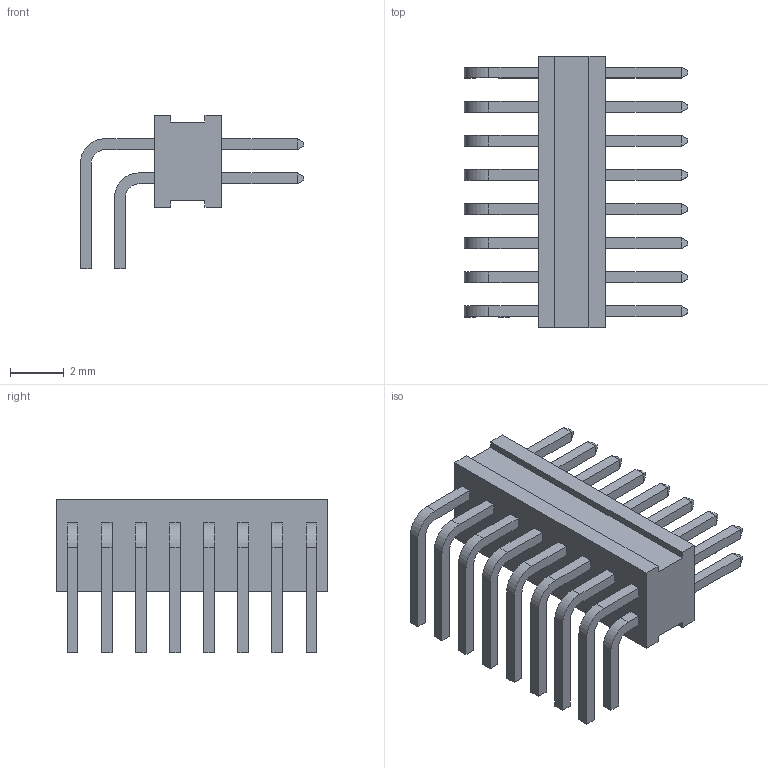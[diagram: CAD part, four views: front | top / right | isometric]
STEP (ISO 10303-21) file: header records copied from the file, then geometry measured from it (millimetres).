
FILE_DESCRIPTION(('FreeCAD Model'),'2;1');
FILE_NAME('FTSH_108_01_F_D_RA.step', '2018-03-24T04:55:16',('kicad StepUp'),('ksu MCAD'), 'Open CASCADE STEP processor 6.9','FreeCAD','Unknown');
FILE_SCHEMA(('AUTOMOTIVE_DESIGN { 1 0 10303 214 1 1 1 1 }'));
Length unit declared in the file: millimetre
Products named in the file (1): FTSH_108_01_F_D_RA
Bounding box: 8.31 x 10.08 x 5.71 mm (x, y, z)
Volume: 97.6 mm3; surface area: 431.5 mm2
Topology: 1 solids, 9 shells, 462 faces, 1244 edges, 816 vertices
Faces by surface type: plane 430, cylinder 32
Entity records: 17435 total; most frequent: CARTESIAN_POINT 2523, ORIENTED_EDGE 2488, DIRECTION 2234, EDGE_CURVE 1244, LINE 1180, VECTOR 1180, VERTEX_POINT 816, AXIS2_PLACEMENT_3D 527
